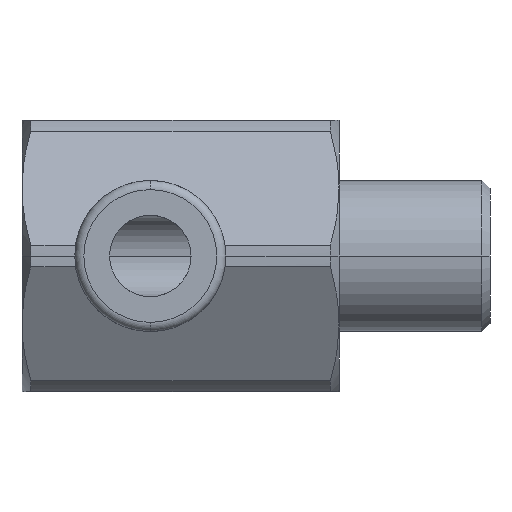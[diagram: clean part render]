
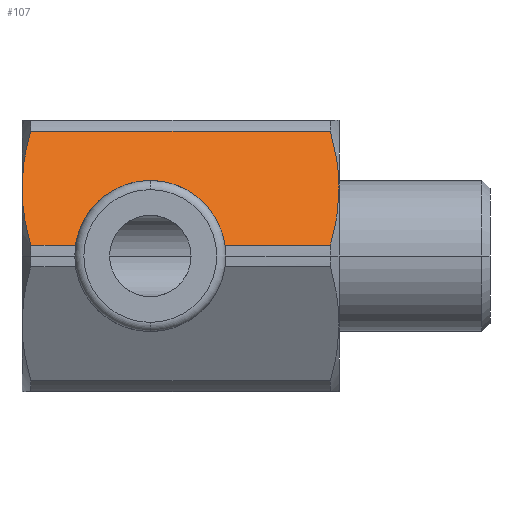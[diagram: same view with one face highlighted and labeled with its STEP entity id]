
A CAD part, left-side view. The second image highlights one B-rep face of the part: STEP entity #107.
In plain terms, the highlighted planar face has unit normal (-0.866, 0, 0.5).
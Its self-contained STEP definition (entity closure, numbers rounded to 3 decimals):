
#107=ADVANCED_FACE('',(#252),#253,.T.);
#252=FACE_OUTER_BOUND('',#433,.T.);
#253=PLANE('',#434);
#433=EDGE_LOOP('',(#683,#684,#685,#686,#687,#688,#689,#690));
#434=AXIS2_PLACEMENT_3D('',#691,#692,#693);
#683=ORIENTED_EDGE('',*,*,#1131,.F.);
#684=ORIENTED_EDGE('',*,*,#1099,.T.);
#685=ORIENTED_EDGE('',*,*,#1088,.F.);
#686=ORIENTED_EDGE('',*,*,#1072,.F.);
#687=ORIENTED_EDGE('',*,*,#1132,.T.);
#688=ORIENTED_EDGE('',*,*,#1133,.F.);
#689=ORIENTED_EDGE('',*,*,#1134,.F.);
#690=ORIENTED_EDGE('',*,*,#1135,.T.);
#691=CARTESIAN_POINT('',(-3.897,4.0,2.25));
#692=DIRECTION('',(-0.866,0.0,0.5));
#693=DIRECTION('',(0.5,0.0,0.866));
#1072=EDGE_CURVE('',#1268,#1270,#1271,.T.);
#1088=EDGE_CURVE('',#1270,#1296,#1297,.T.);
#1099=EDGE_CURVE('',#1313,#1296,#1314,.T.);
#1131=EDGE_CURVE('',#1313,#1365,#1366,.T.);
#1132=EDGE_CURVE('',#1268,#1367,#1368,.T.);
#1133=EDGE_CURVE('',#1369,#1367,#1370,.T.);
#1134=EDGE_CURVE('',#1371,#1369,#1372,.T.);
#1135=EDGE_CURVE('',#1371,#1365,#1373,.T.);
#1268=VERTEX_POINT('',#1553);
#1270=VERTEX_POINT('',#1555);
#1271=(B_SPLINE_CURVE(2,(#1557,#1558,#1559,#1560,#1561),.UNSPECIFIED.,.F.,.F.)B_SPLINE_CURVE_WITH_KNOTS((3,2,3),(0.0,2.638,5.277),.UNSPECIFIED.)RATIONAL_B_SPLINE_CURVE((1.0,1.038,1.0,1.038,1.0))BOUNDED_CURVE()REPRESENTATION_ITEM('')GEOMETRIC_REPRESENTATION_ITEM()CURVE());
#1296=VERTEX_POINT('',#1650);
#1297=(B_SPLINE_CURVE(2,(#1652,#1653,#1654,#1655,#1656),.UNSPECIFIED.,.F.,.F.)B_SPLINE_CURVE_WITH_KNOTS((3,2,3),(0.0,2.638,5.277),.UNSPECIFIED.)RATIONAL_B_SPLINE_CURVE((1.0,1.038,1.0,1.038,1.0))BOUNDED_CURVE()REPRESENTATION_ITEM('')GEOMETRIC_REPRESENTATION_ITEM()CURVE());
#1313=VERTEX_POINT('',#1679);
#1314=LINE('',#1680,#1681);
#1365=VERTEX_POINT('',#1778);
#1366=ELLIPSE('',#1779,2.887,2.5);
#1367=VERTEX_POINT('',#1780);
#1368=LINE('',#1781,#1782);
#1369=VERTEX_POINT('',#1783);
#1370=(B_SPLINE_CURVE(2,(#1785,#1786,#1787,#1788,#1789),.UNSPECIFIED.,.F.,.F.)B_SPLINE_CURVE_WITH_KNOTS((3,2,3),(0.0,2.638,5.277),.UNSPECIFIED.)RATIONAL_B_SPLINE_CURVE((1.0,1.038,1.0,1.038,1.0))BOUNDED_CURVE()REPRESENTATION_ITEM('')GEOMETRIC_REPRESENTATION_ITEM()CURVE());
#1371=VERTEX_POINT('',#1796);
#1372=(B_SPLINE_CURVE(2,(#1798,#1799,#1800,#1801,#1802),.UNSPECIFIED.,.F.,.F.)B_SPLINE_CURVE_WITH_KNOTS((3,2,3),(0.0,2.638,5.277),.UNSPECIFIED.)RATIONAL_B_SPLINE_CURVE((1.0,1.038,1.0,1.038,1.0))BOUNDED_CURVE()REPRESENTATION_ITEM('')GEOMETRIC_REPRESENTATION_ITEM()CURVE());
#1373=LINE('',#1809,#1810);
#1553=CARTESIAN_POINT('',(-2.807,5.289,4.137));
#1555=CARTESIAN_POINT('',(-3.897,5.0,2.25));
#1557=CARTESIAN_POINT('',(-2.597,5.403,4.502));
#1558=CARTESIAN_POINT('',(-3.294,5.0,3.295));
#1559=CARTESIAN_POINT('',(-3.897,5.0,2.25));
#1560=CARTESIAN_POINT('',(-4.501,5.0,1.205));
#1561=CARTESIAN_POINT('',(-5.197,5.403,-0.002));
#1650=CARTESIAN_POINT('',(-4.987,5.289,0.363));
#1652=CARTESIAN_POINT('',(-2.597,5.403,4.502));
#1653=CARTESIAN_POINT('',(-3.294,5.0,3.295));
#1654=CARTESIAN_POINT('',(-3.897,5.0,2.25));
#1655=CARTESIAN_POINT('',(-4.501,5.0,1.205));
#1656=CARTESIAN_POINT('',(-5.197,5.403,-0.002));
#1679=CARTESIAN_POINT('',(-4.987,8.776,0.363));
#1680=CARTESIAN_POINT('',(-4.987,10.25,0.363));
#1681=VECTOR('',#2174,1.0);
#1778=CARTESIAN_POINT('',(-4.987,13.724,0.363));
#1779=AXIS2_PLACEMENT_3D('',#2214,#2215,#2216);
#1780=CARTESIAN_POINT('',(-2.807,15.211,4.137));
#1781=CARTESIAN_POINT('',(-2.807,10.25,4.137));
#1782=VECTOR('',#2217,1.0);
#1783=CARTESIAN_POINT('',(-3.897,15.5,2.25));
#1785=CARTESIAN_POINT('',(-5.197,15.097,-0.002));
#1786=CARTESIAN_POINT('',(-4.501,15.5,1.205));
#1787=CARTESIAN_POINT('',(-3.897,15.5,2.25));
#1788=CARTESIAN_POINT('',(-3.294,15.5,3.295));
#1789=CARTESIAN_POINT('',(-2.597,15.097,4.502));
#1796=CARTESIAN_POINT('',(-4.987,15.211,0.363));
#1798=CARTESIAN_POINT('',(-5.197,15.097,-0.002));
#1799=CARTESIAN_POINT('',(-4.501,15.5,1.205));
#1800=CARTESIAN_POINT('',(-3.897,15.5,2.25));
#1801=CARTESIAN_POINT('',(-3.294,15.5,3.295));
#1802=CARTESIAN_POINT('',(-2.597,15.097,4.502));
#1809=CARTESIAN_POINT('',(-4.987,10.25,0.363));
#1810=VECTOR('',#2218,1.0);
#2174=DIRECTION('',(0.0,-1.0,0.0));
#2214=CARTESIAN_POINT('',(-5.196,11.25,0.0));
#2215=DIRECTION('',(-0.866,0.,0.5));
#2216=DIRECTION('',(-0.5,0.,-0.866));
#2217=DIRECTION('',(0.0,1.0,0.0));
#2218=DIRECTION('',(0.0,-1.0,0.0));
